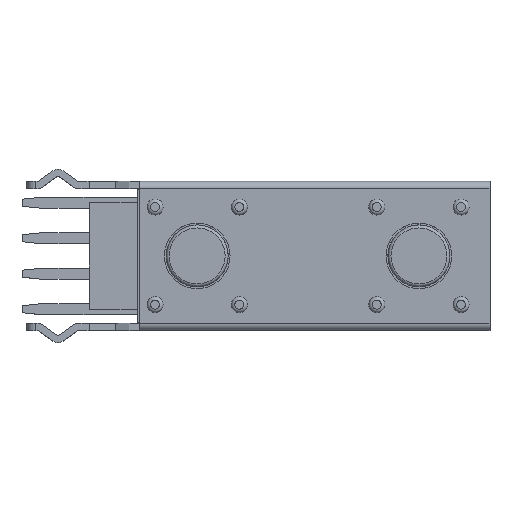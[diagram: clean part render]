
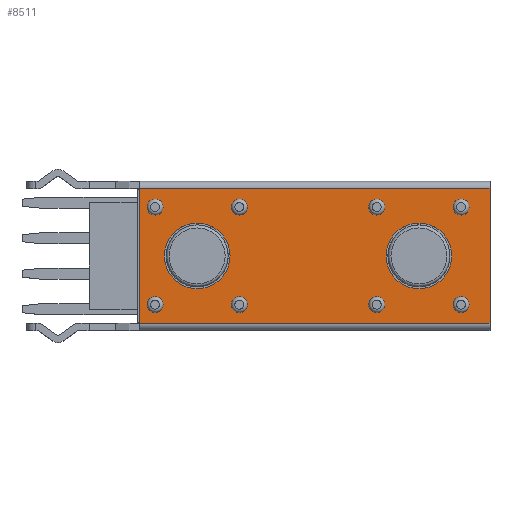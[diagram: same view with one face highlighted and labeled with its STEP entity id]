
A CAD part, top view. The second image highlights one B-rep face of the part: STEP entity #8511.
In plain terms, the highlighted planar face has unit normal (0, 0, 1).
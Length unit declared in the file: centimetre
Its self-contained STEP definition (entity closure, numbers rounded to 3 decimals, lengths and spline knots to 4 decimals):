
#74=FACE_BOUND('',#1135,.T.);
#75=FACE_BOUND('',#1136,.T.);
#76=FACE_BOUND('',#1137,.T.);
#77=FACE_BOUND('',#1138,.T.);
#78=FACE_BOUND('',#1139,.T.);
#79=FACE_BOUND('',#1140,.T.);
#80=FACE_BOUND('',#1141,.T.);
#81=FACE_BOUND('',#1142,.T.);
#82=FACE_BOUND('',#1143,.T.);
#83=FACE_BOUND('',#1144,.T.);
#201=CIRCLE('',#9020,0.185);
#202=CIRCLE('',#9022,0.185);
#239=CIRCLE('',#9134,0.045);
#240=CIRCLE('',#9135,0.045);
#241=CIRCLE('',#9136,0.045);
#242=CIRCLE('',#9137,0.045);
#243=CIRCLE('',#9138,0.045);
#244=CIRCLE('',#9139,0.045);
#245=CIRCLE('',#9140,0.045);
#246=CIRCLE('',#9141,0.045);
#650=FACE_OUTER_BOUND('',#1134,.T.);
#1134=EDGE_LOOP('',(#6675,#6676,#6677,#6678));
#1135=EDGE_LOOP('',(#6679));
#1136=EDGE_LOOP('',(#6680));
#1137=EDGE_LOOP('',(#6681));
#1138=EDGE_LOOP('',(#6682));
#1139=EDGE_LOOP('',(#6683));
#1140=EDGE_LOOP('',(#6684));
#1141=EDGE_LOOP('',(#6685));
#1142=EDGE_LOOP('',(#6686));
#1143=EDGE_LOOP('',(#6687));
#1144=EDGE_LOOP('',(#6688));
#1824=LINE('',#12959,#2823);
#1826=LINE('',#12967,#2825);
#1893=LINE('',#13161,#2892);
#1894=LINE('',#13164,#2893);
#2823=VECTOR('',#10424,1.);
#2825=VECTOR('',#10434,1.);
#2892=VECTOR('',#10659,1.);
#2893=VECTOR('',#10664,1.);
#3772=VERTEX_POINT('',#12913);
#3773=VERTEX_POINT('',#12917);
#3774=VERTEX_POINT('',#12956);
#3775=VERTEX_POINT('',#12958);
#3776=VERTEX_POINT('',#12964);
#3777=VERTEX_POINT('',#12966);
#3826=VERTEX_POINT('',#13167);
#3827=VERTEX_POINT('',#13169);
#3828=VERTEX_POINT('',#13171);
#3829=VERTEX_POINT('',#13173);
#3830=VERTEX_POINT('',#13175);
#3831=VERTEX_POINT('',#13177);
#3832=VERTEX_POINT('',#13179);
#3833=VERTEX_POINT('',#13181);
#4720=EDGE_CURVE('',#3772,#3772,#201,.T.);
#4722=EDGE_CURVE('',#3773,#3773,#202,.T.);
#4740=EDGE_CURVE('',#3774,#3775,#1824,.T.);
#4744=EDGE_CURVE('',#3776,#3777,#1826,.T.);
#4842=EDGE_CURVE('',#3776,#3775,#1893,.T.);
#4843=EDGE_CURVE('',#3774,#3777,#1894,.T.);
#4844=EDGE_CURVE('',#3826,#3826,#239,.T.);
#4845=EDGE_CURVE('',#3827,#3827,#240,.T.);
#4846=EDGE_CURVE('',#3828,#3828,#241,.T.);
#4847=EDGE_CURVE('',#3829,#3829,#242,.T.);
#4848=EDGE_CURVE('',#3830,#3830,#243,.T.);
#4849=EDGE_CURVE('',#3831,#3831,#244,.T.);
#4850=EDGE_CURVE('',#3832,#3832,#245,.T.);
#4851=EDGE_CURVE('',#3833,#3833,#246,.T.);
#6675=ORIENTED_EDGE('',*,*,#4842,.T.);
#6676=ORIENTED_EDGE('',*,*,#4740,.F.);
#6677=ORIENTED_EDGE('',*,*,#4843,.T.);
#6678=ORIENTED_EDGE('',*,*,#4744,.F.);
#6679=ORIENTED_EDGE('',*,*,#4720,.T.);
#6680=ORIENTED_EDGE('',*,*,#4844,.F.);
#6681=ORIENTED_EDGE('',*,*,#4845,.F.);
#6682=ORIENTED_EDGE('',*,*,#4846,.F.);
#6683=ORIENTED_EDGE('',*,*,#4847,.F.);
#6684=ORIENTED_EDGE('',*,*,#4848,.F.);
#6685=ORIENTED_EDGE('',*,*,#4849,.F.);
#6686=ORIENTED_EDGE('',*,*,#4850,.F.);
#6687=ORIENTED_EDGE('',*,*,#4851,.F.);
#6688=ORIENTED_EDGE('',*,*,#4722,.T.);
#8105=PLANE('',#9133);
#8511=ADVANCED_FACE('',(#650,#74,#75,#76,#77,#78,#79,#80,#81,#82,#83),#8105,
 .T.);
#9020=AXIS2_PLACEMENT_3D('',#12914,#10355,#10356);
#9022=AXIS2_PLACEMENT_3D('',#12918,#10360,#10361);
#9133=AXIS2_PLACEMENT_3D('',#13166,#10667,#10668);
#9134=AXIS2_PLACEMENT_3D('',#13168,#10669,#10670);
#9135=AXIS2_PLACEMENT_3D('',#13170,#10671,#10672);
#9136=AXIS2_PLACEMENT_3D('',#13172,#10673,#10674);
#9137=AXIS2_PLACEMENT_3D('',#13174,#10675,#10676);
#9138=AXIS2_PLACEMENT_3D('',#13176,#10677,#10678);
#9139=AXIS2_PLACEMENT_3D('',#13178,#10679,#10680);
#9140=AXIS2_PLACEMENT_3D('',#13180,#10681,#10682);
#9141=AXIS2_PLACEMENT_3D('',#13182,#10683,#10684);
#10355=DIRECTION('center_axis',(0.,0.,-1.));
#10356=DIRECTION('ref_axis',(0.,1.,0.));
#10360=DIRECTION('center_axis',(0.,0.,-1.));
#10361=DIRECTION('ref_axis',(0.,1.,0.));
#10424=DIRECTION('',(0.,1.,0.));
#10434=DIRECTION('',(0.,-1.,0.));
#10659=DIRECTION('',(-1.,0.,0.));
#10664=DIRECTION('',(1.,0.,0.));
#10667=DIRECTION('center_axis',(0.,0.,1.));
#10668=DIRECTION('ref_axis',(0.,-1.,0.));
#10669=DIRECTION('center_axis',(0.,0.,1.));
#10670=DIRECTION('ref_axis',(1.,0.,0.));
#10671=DIRECTION('center_axis',(0.,0.,1.));
#10672=DIRECTION('ref_axis',(1.,0.,0.));
#10673=DIRECTION('center_axis',(0.,0.,1.));
#10674=DIRECTION('ref_axis',(-1.,0.,0.));
#10675=DIRECTION('center_axis',(0.,0.,1.));
#10676=DIRECTION('ref_axis',(-1.,0.,0.));
#10677=DIRECTION('center_axis',(0.,0.,1.));
#10678=DIRECTION('ref_axis',(-1.,0.,0.));
#10679=DIRECTION('center_axis',(0.,0.,1.));
#10680=DIRECTION('ref_axis',(-1.,0.,0.));
#10681=DIRECTION('center_axis',(0.,0.,1.));
#10682=DIRECTION('ref_axis',(1.,0.,0.));
#10683=DIRECTION('center_axis',(0.,0.,1.));
#10684=DIRECTION('ref_axis',(1.,0.,0.));
#12913=CARTESIAN_POINT('',(0.,-0.185,0.339));
#12914=CARTESIAN_POINT('Origin',(0.,0.,
0.339));
#12917=CARTESIAN_POINT('',(1.25,-0.185,0.339));
#12918=CARTESIAN_POINT('Origin',(1.25,0.,0.339));
#12956=CARTESIAN_POINT('',(-0.3245,-0.3799,0.339));
#12958=CARTESIAN_POINT('',(-0.3245,0.3799,0.339));
#12959=CARTESIAN_POINT('',(-0.3245,-0.42,0.339));
#12964=CARTESIAN_POINT('',(1.6505,0.3799,0.339));
#12966=CARTESIAN_POINT('',(1.6505,-0.3799,0.339));
#12967=CARTESIAN_POINT('',(1.6505,0.42,0.339));
#13161=CARTESIAN_POINT('',(0.1693,0.3799,0.339));
#13164=CARTESIAN_POINT('',(1.1568,-0.3799,0.339));
#13166=CARTESIAN_POINT('Origin',(0.663,0.,0.339));
#13167=CARTESIAN_POINT('',(0.9675,-0.275,0.339));
#13168=CARTESIAN_POINT('Origin',(1.0125,-0.275,0.339));
#13169=CARTESIAN_POINT('',(0.9675,0.275,0.339));
#13170=CARTESIAN_POINT('Origin',(1.0125,0.275,0.339));
#13171=CARTESIAN_POINT('',(0.2825,-0.275,0.339));
#13172=CARTESIAN_POINT('Origin',(0.2375,-0.275,0.339));
#13173=CARTESIAN_POINT('',(0.2825,0.275,0.339));
#13174=CARTESIAN_POINT('Origin',(0.2375,0.275,0.339));
#13175=CARTESIAN_POINT('',(-0.1925,0.275,0.339));
#13176=CARTESIAN_POINT('Origin',(-0.2375,0.275,0.339));
#13177=CARTESIAN_POINT('',(-0.1925,-0.275,0.339));
#13178=CARTESIAN_POINT('Origin',(-0.2375,-0.275,0.339));
#13179=CARTESIAN_POINT('',(1.4425,0.275,0.339));
#13180=CARTESIAN_POINT('Origin',(1.4875,0.275,0.339));
#13181=CARTESIAN_POINT('',(1.4425,-0.275,0.339));
#13182=CARTESIAN_POINT('Origin',(1.4875,-0.275,0.339));
